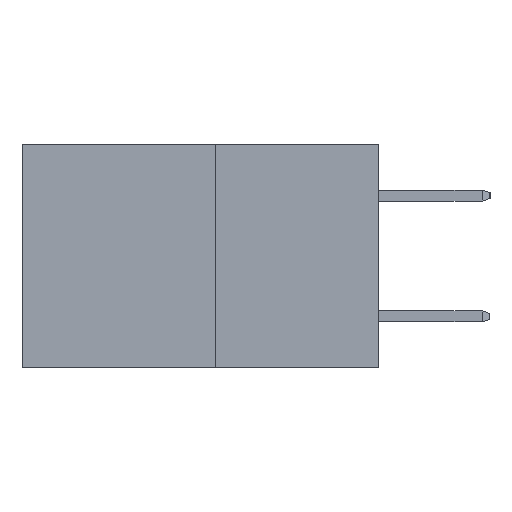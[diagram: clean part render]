
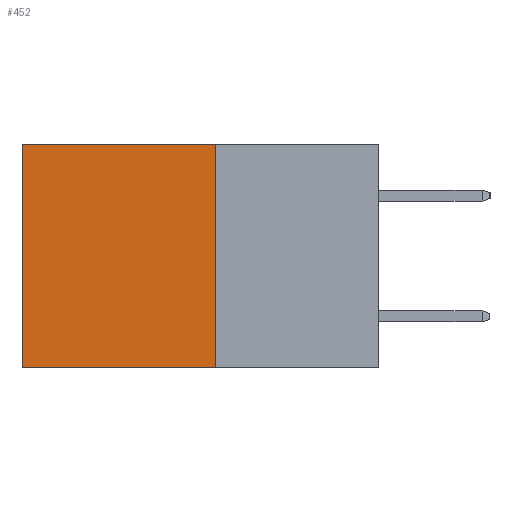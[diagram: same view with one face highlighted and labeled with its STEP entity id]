
A CAD part, left-side view. The second image highlights one B-rep face of the part: STEP entity #452.
In plain terms, the highlighted planar face has unit normal (-1, 0, 0).
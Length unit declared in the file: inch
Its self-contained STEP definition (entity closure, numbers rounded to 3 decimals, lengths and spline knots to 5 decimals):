
#452 = ADVANCED_FACE ( 'NONE', ( #2128 ), #4017, .F. ) ;
#943 = CARTESIAN_POINT ( 'NONE',  ( 0.277, 0.59, -0.37 ) ) ;
#1526 = EDGE_CURVE ( 'NONE', #7146, #2103, #3306, .T. ) ;
#1729 = DIRECTION ( 'NONE',  ( 0., 0., -1. ) ) ;
#1914 = CARTESIAN_POINT ( 'NONE',  ( 0.277, 0.27, 0. ) ) ;
#2103 = VERTEX_POINT ( 'NONE', #9414 ) ;
#2108 = EDGE_CURVE ( 'NONE', #7146, #4398, #4609, .T. ) ;
#2128 = FACE_OUTER_BOUND ( 'NONE', #4232, .T. ) ;
#2188 = EDGE_CURVE ( 'NONE', #4398, #7325, #9526, .T. ) ;
#2808 = CARTESIAN_POINT ( 'NONE',  ( 0.277, 0.27, -0.37 ) ) ;
#2925 = ORIENTED_EDGE ( 'NONE', *, *, #2188, .F. ) ;
#3149 = ORIENTED_EDGE ( 'NONE', *, *, #2108, .F. ) ;
#3306 = LINE ( 'NONE', #8292, #9105 ) ;
#3483 = VECTOR ( 'NONE', #8194, 39.37008 ) ;
#3602 = ORIENTED_EDGE ( 'NONE', *, *, #1526, .T. ) ;
#4017 = PLANE ( 'NONE',  #4417 ) ;
#4175 = ORIENTED_EDGE ( 'NONE', *, *, #6504, .T. ) ;
#4232 = EDGE_LOOP ( 'NONE', ( #4175, #2925, #3149, #3602 ) ) ;
#4398 = VERTEX_POINT ( 'NONE', #2808 ) ;
#4417 = AXIS2_PLACEMENT_3D ( 'NONE', #8228, #9236, #1729 ) ;
#4609 = LINE ( 'NONE', #9265, #4847 ) ;
#4778 = DIRECTION ( 'NONE',  ( 0., 0., -1. ) ) ;
#4847 = VECTOR ( 'NONE', #9238, 39.37008 ) ;
#4872 = CARTESIAN_POINT ( 'NONE',  ( 0.277, 0.59, -0.37 ) ) ;
#4882 = LINE ( 'NONE', #4872, #6975 ) ;
#6504 = EDGE_CURVE ( 'NONE', #2103, #7325, #4882, .T. ) ;
#6975 = VECTOR ( 'NONE', #4778, 39.37008 ) ;
#7146 = VERTEX_POINT ( 'NONE', #1914 ) ;
#7325 = VERTEX_POINT ( 'NONE', #943 ) ;
#8124 = CARTESIAN_POINT ( 'NONE',  ( 0.277, 0.27, -0.37 ) ) ;
#8194 = DIRECTION ( 'NONE',  ( 0., 1., 0. ) ) ;
#8228 = CARTESIAN_POINT ( 'NONE',  ( 0.277, 0.27, -0.37 ) ) ;
#8292 = CARTESIAN_POINT ( 'NONE',  ( 0.277, 0.27, 0. ) ) ;
#9105 = VECTOR ( 'NONE', #9284, 39.37008 ) ;
#9236 = DIRECTION ( 'NONE',  ( 1., 0., 0. ) ) ;
#9238 = DIRECTION ( 'NONE',  ( 0., 0., -1. ) ) ;
#9265 = CARTESIAN_POINT ( 'NONE',  ( 0.277, 0.27, -0.37 ) ) ;
#9284 = DIRECTION ( 'NONE',  ( 0., 1., 0. ) ) ;
#9414 = CARTESIAN_POINT ( 'NONE',  ( 0.277, 0.59, 0. ) ) ;
#9526 = LINE ( 'NONE', #8124, #3483 ) ;
